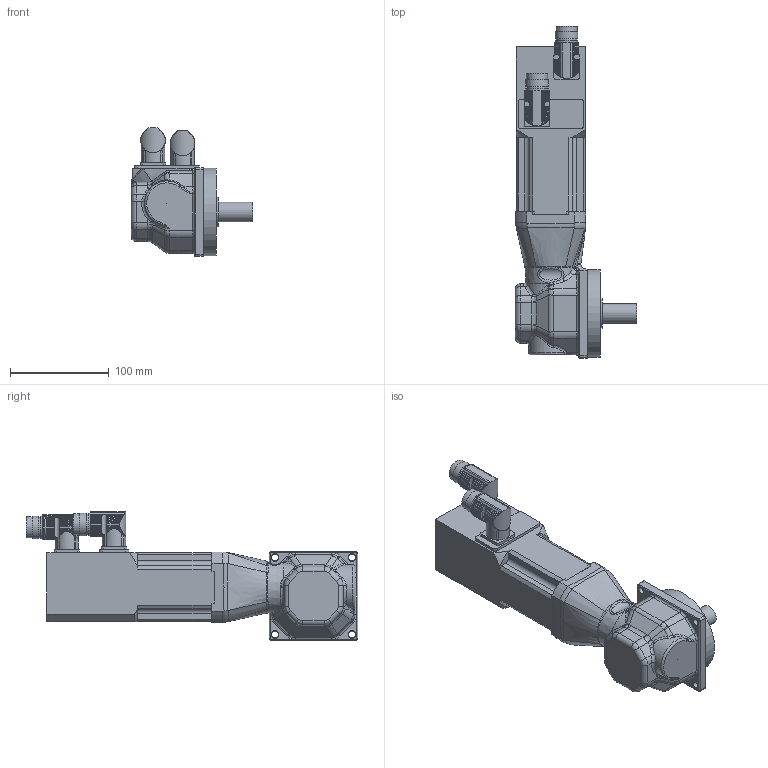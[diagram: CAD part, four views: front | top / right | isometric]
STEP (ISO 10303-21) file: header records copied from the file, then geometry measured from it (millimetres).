
FILE_DESCRIPTION(/* description */ (''),/* implementation_level */ '2;1');
FILE_NAME(/* name */ 'KSG2108Q_Rx_DED55',/* time_stamp */ '2009-02-06T14:34:02+01:00',/* author */ (''),/* organization */ (''),/* preprocessor_version */ 'ST-DEVELOPER v8',/* originating_system */ 'UNIGRAPHICS SOLUTIONS - UNIGRAPHICS 18.0',/* authorisation */ '');
FILE_SCHEMA (('AUTOMOTIVE_DESIGN { 1 2 10303 214 0 1 1 1 }'));
Products named in the file (3): Winkelflanschdose_0; Getrrumpf_SG210_DED_0; KSG2104Q_Rx_DED55_0
Assembly tree (3 placements, depth 2):
  KSG2104Q_Rx_DED55_0
    Getrrumpf_SG210_DED_0
    Winkelflanschdose_0  x2
Bounding box: 123 x 336.15 x 130.49 mm (x, y, z)
Volume: 1190297.8 mm3; surface area: 159581.2 mm2
Topology: 4 solids, 12 shells, 1066 faces, 2781 edges, 1732 vertices
Faces by surface type: cylinder 535, bspline 214, plane 178, cone 74, torus 49, sphere 16
Full cylindrical faces by diameter (mm): 0.092 x1, 3.3 x8, 4.2 x16, 6.6 x4, 16 x2, 20 x4, 21 x2, 21.5 x2, 23 x4, 30 x1, 34 x1, 37 x2, 40 x2, 40.001 x2, 41.2 x1, 42 x1, 63 x1, 65 x1, 68 x1, 89 x1
Entity records: 64143 total; most frequent: CARTESIAN_POINT 44898, ORIENTED_EDGE 4268, DIRECTION 3370, EDGE_CURVE 2134, AXIS2_PLACEMENT_3D 1387, VERTEX_POINT 1384, EDGE_LOOP 1018, ADVANCED_FACE 902
